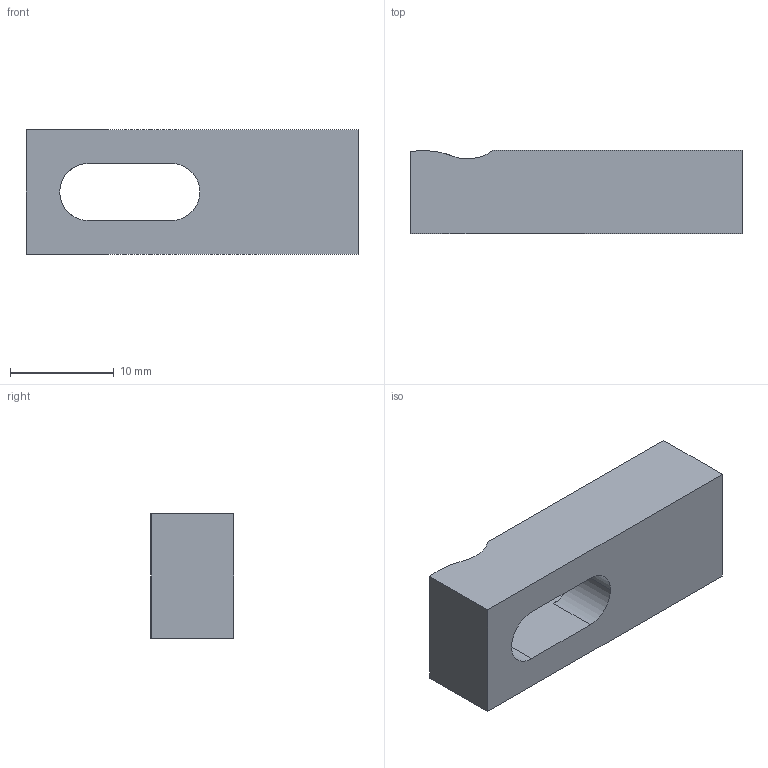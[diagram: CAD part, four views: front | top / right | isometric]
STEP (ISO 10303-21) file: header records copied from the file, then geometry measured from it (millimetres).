
FILE_DESCRIPTION(('STEP AP203'),'1');
FILE_NAME('clamp_04010-05.stp','2014-04-28T16:33:29',('TraceParts'),('TraceParts S.A.'),'XStep 1.0',' ',' ');
FILE_SCHEMA(('CONFIG_CONTROL_DESIGN'));
Length unit declared in the file: millimetre
Products named in the file (1): 1
Bounding box: 32 x 8 x 12 mm (x, y, z)
Volume: 2246.4 mm3; surface area: 1656.7 mm2
Topology: 1 solids, 1 shells, 17 faces, 48 edges, 32 vertices
Faces by surface type: plane 10, cylinder 7
Entity records: 658 total; most frequent: CARTESIAN_POINT 162, ORIENTED_EDGE 96, DIRECTION 92, EDGE_CURVE 48, VERTEX_POINT 32, LINE 32, VECTOR 32, AXIS2_PLACEMENT_3D 30
